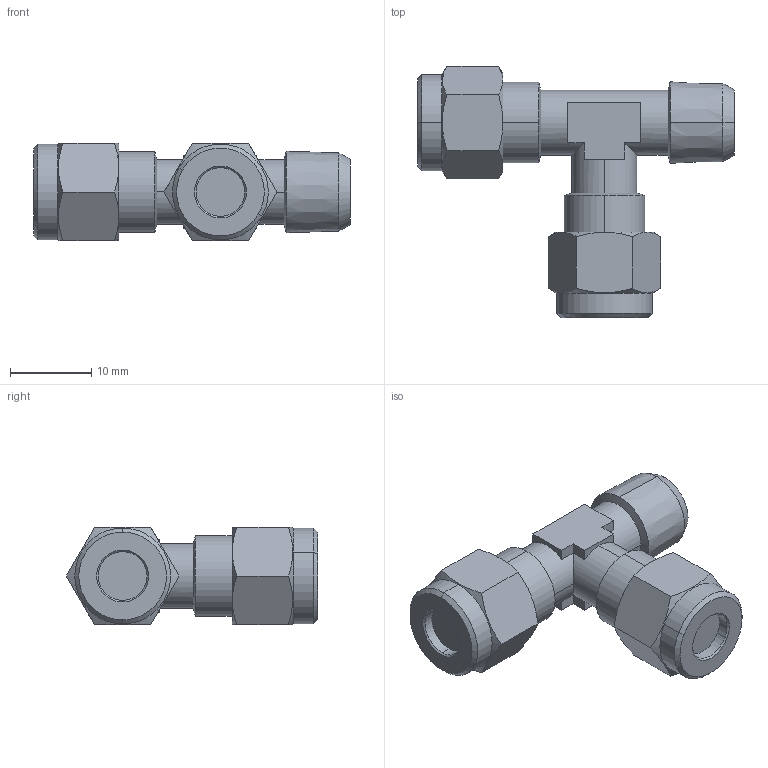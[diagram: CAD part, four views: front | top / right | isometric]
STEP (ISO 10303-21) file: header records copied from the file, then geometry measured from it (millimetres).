
FILE_DESCRIPTION (( 'STEP AP214' ), '1' );
FILE_NAME ('1023000002.step', '2013-02-25T17:12:18', ( '' ), ( '' ), 'SwSTEP 2.0', 'SolidWorks 2012', '' );
FILE_SCHEMA (( 'AUTOMOTIVE_DESIGN' ));
Length unit declared in the file: millimetre
Products named in the file (1): 1023000002
Bounding box: 39 x 30.93 x 12 mm (x, y, z)
Volume: 4842.4 mm3; surface area: 2453.9 mm2
Topology: 1 solids, 1 shells, 94 faces, 221 edges, 134 vertices
Faces by surface type: cone 38, plane 38, cylinder 18
Entity records: 2849 total; most frequent: CARTESIAN_POINT 694, DIRECTION 445, ORIENTED_EDGE 442, EDGE_CURVE 221, AXIS2_PLACEMENT_3D 173, VERTEX_POINT 134, EDGE_LOOP 99, LINE 99
